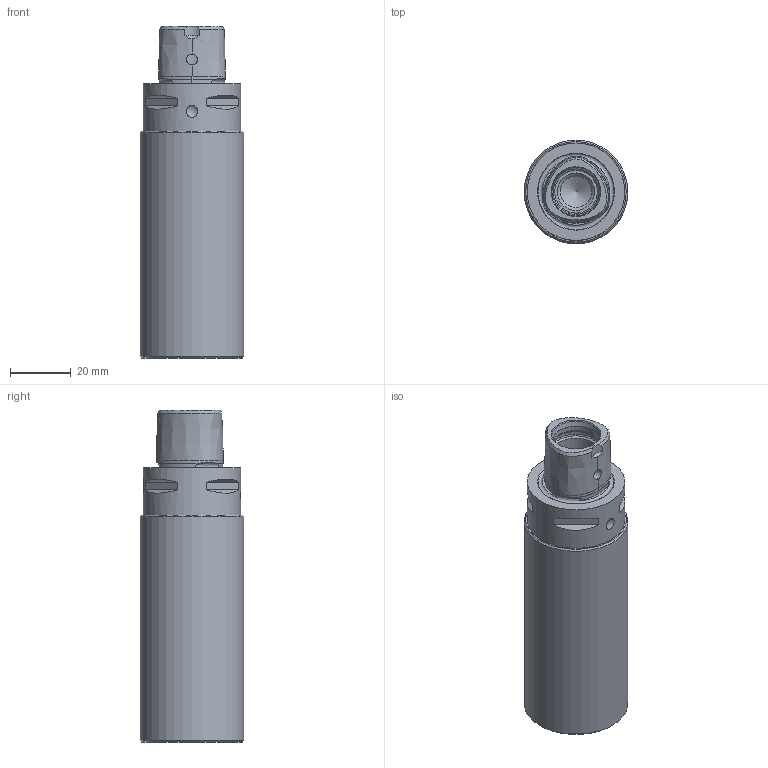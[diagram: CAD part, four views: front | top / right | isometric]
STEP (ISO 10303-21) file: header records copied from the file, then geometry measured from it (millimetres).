
FILE_DESCRIPTION(/* description */ (''),/* implementation_level */ '2;1');
FILE_NAME(/* name */ '03_090_034.stp',/* time_stamp */ '2022-07-28T12:01:20+02:00',/* author */ ('cad'),/* organization */ (''),/* preprocessor_version */ 'ST-DEVELOPER v18.1',/* originating_system */ 'Autodesk Inventor 2021',/* authorisation */ '');
FILE_SCHEMA (('AUTOMOTIVE_DESIGN { 1 0 10303 214 3 1 1 }'));
Length unit declared in the file: millimetre
Products named in the file (1): 03_090_034
Bounding box: 34 x 34 x 109 mm (x, y, z)
Volume: 82455.1 mm3; surface area: 13870.6 mm2
Topology: 1 solids, 1 shells, 64 faces, 175 edges, 119 vertices
Faces by surface type: plane 23, cone 17, cylinder 10, bspline 10, torus 3, sphere 1
Full cylindrical faces by diameter (mm): 2.5 x1, 3.6 x1, 10.376 x1, 12.3 x1, 15 x2, 16.5 x1, 32 x1, 34 x1
Entity records: 4127 total; most frequent: CARTESIAN_POINT 2535, ORIENTED_EDGE 344, DIRECTION 295, EDGE_CURVE 172, AXIS2_PLACEMENT_3D 128, VERTEX_POINT 119, EDGE_LOOP 75, CIRCLE 65
